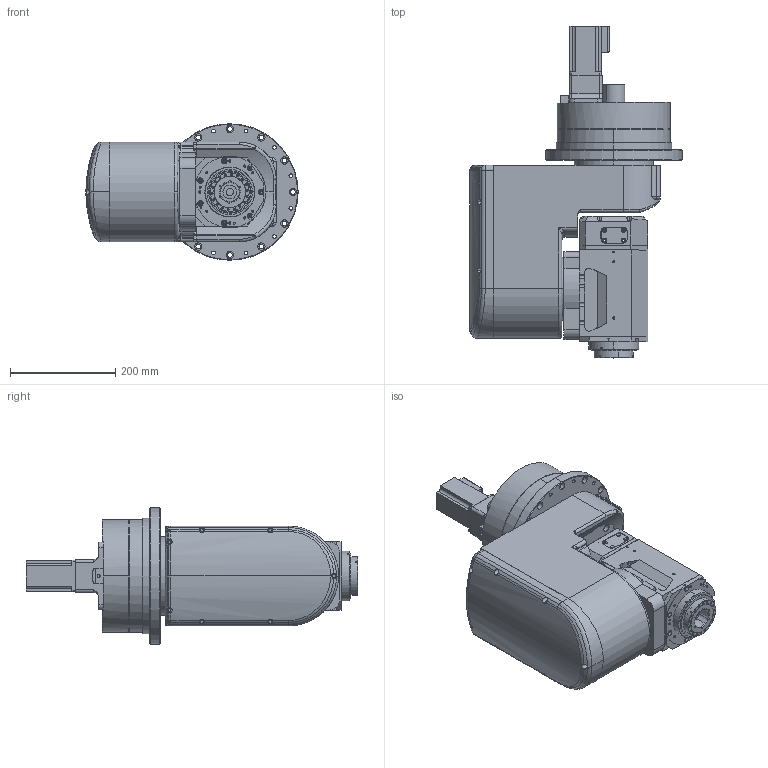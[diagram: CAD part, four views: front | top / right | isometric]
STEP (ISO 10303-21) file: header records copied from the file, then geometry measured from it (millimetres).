
FILE_DESCRIPTION (( 'STEP AP214' ), '1' );
FILE_NAME ('HQ／AC-D90-65(GDL65-HSK63F-24Z-12-4).STEP', '2025-06-12T03:02:41', ( 'Sysceo.com' ), ( '' ), 'SwSTEP 2.0', 'SolidWorks 2018', '' );
FILE_SCHEMA (( 'AUTOMOTIVE_DESIGN' ));
Length unit declared in the file: millimetre
Products named in the file (2): HQ／AC-D90-65(GDL65-HSK63F-24Z-12-4)
Bounding box: 404 x 632 x 260 mm (x, y, z)
Volume: 11075044.3 mm3; surface area: 1830158.1 mm2
Topology: 27 solids, 27 shells, 2167 faces, 5521 edges, 3431 vertices
Faces by surface type: cylinder 1235, plane 544, cone 301, torus 42, bspline 34, sphere 11
Entity records: 104747 total; most frequent: CARTESIAN_POINT 27207, DIRECTION 11681, ORIENTED_EDGE 10654, EDGE_CURVE 5327, AXIS2_PLACEMENT_3D 4647, VERTEX_POINT 3431, EDGE_LOOP 2846, CIRCLE 2512
